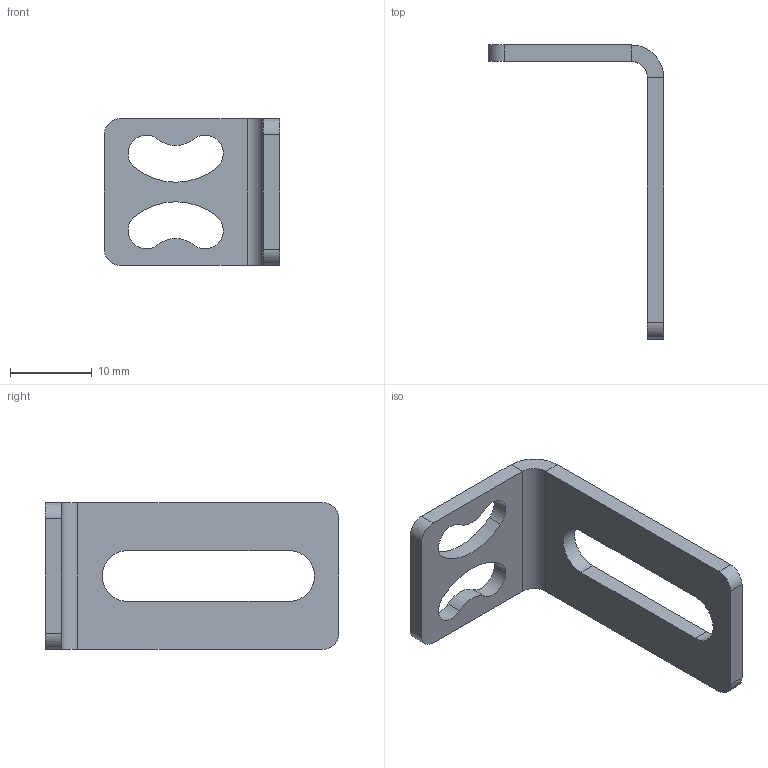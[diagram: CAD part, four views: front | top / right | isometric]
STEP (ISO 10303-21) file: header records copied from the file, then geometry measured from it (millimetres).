
FILE_DESCRIPTION (( 'STEP AP214' ), '1' );
FILE_NAME ('Ñáîðêà1.STEP', '2024-03-28T09:32:37', ( '' ), ( '' ), 'SwSTEP 2.0', 'SolidWorks 2022', '' );
FILE_SCHEMA (( 'AUTOMOTIVE_DESIGN' ));
Length unit declared in the file: millimetre
Products named in the file (2): Сборка1; A641 Крепление для кабель-канала B655 SNSS.00.076_1
Assembly tree (1 placements, depth 2):
  Сборка1
    A641 Крепление для кабель-канала B655 SNSS.00.076_1
Bounding box: 21.5 x 36 x 18 mm (x, y, z)
Volume: 1436.3 mm3; surface area: 1954.8 mm2
Topology: 1 solids, 1 shells, 33 faces, 85 edges, 54 vertices
Faces by surface type: cylinder 19, plane 14
Entity records: 1091 total; most frequent: DIRECTION 197, CARTESIAN_POINT 176, ORIENTED_EDGE 170, EDGE_CURVE 85, AXIS2_PLACEMENT_3D 75, VERTEX_POINT 54, VECTOR 47, LINE 47
